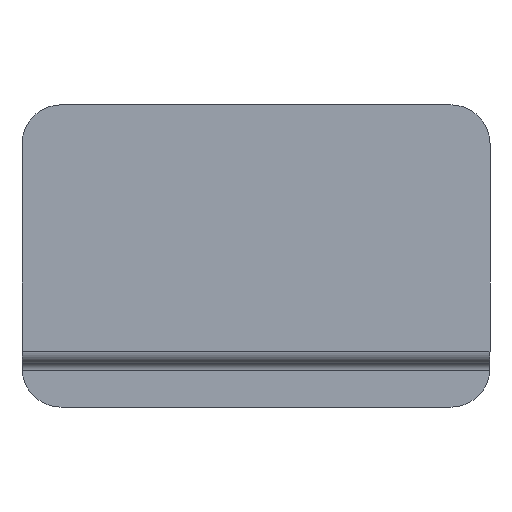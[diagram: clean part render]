
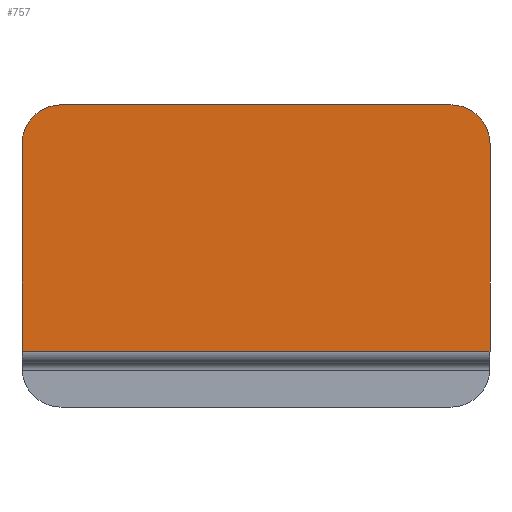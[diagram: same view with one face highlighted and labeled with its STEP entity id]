
A CAD part, front view. The second image highlights one B-rep face of the part: STEP entity #757.
In plain terms, the highlighted planar face has unit normal (0, -1, 0).
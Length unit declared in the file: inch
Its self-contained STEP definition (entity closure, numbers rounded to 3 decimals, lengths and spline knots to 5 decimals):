
#35 = VERTEX_POINT ( 'NONE', #364 ) ;
#44 = DIRECTION ( 'NONE',  ( 0., 0., -1. ) ) ;
#63 = LINE ( 'NONE', #277, #298 ) ;
#73 = EDGE_CURVE ( 'NONE', #175, #641, #241, .T. ) ;
#91 = CARTESIAN_POINT ( 'NONE',  ( -6., 0., -3.0625 ) ) ;
#100 = FACE_OUTER_BOUND ( 'NONE', #125, .T. ) ;
#109 = DIRECTION ( 'NONE',  ( 0., 0., -1. ) ) ;
#111 = CARTESIAN_POINT ( 'NONE',  ( 6., 0., -3.25 ) ) ;
#119 = CARTESIAN_POINT ( 'NONE',  ( 6., 0., 3.25 ) ) ;
#125 = EDGE_LOOP ( 'NONE', ( #302, #571, #342, #179, #680, #743 ) ) ;
#140 = EDGE_CURVE ( 'NONE', #35, #597, #234, .T. ) ;
#163 = DIRECTION ( 'NONE',  ( 0., -1., 0. ) ) ;
#169 = EDGE_CURVE ( 'NONE', #301, #290, #580, .T. ) ;
#175 = VERTEX_POINT ( 'NONE', #354 ) ;
#179 = ORIENTED_EDGE ( 'NONE', *, *, #73, .T. ) ;
#201 = DIRECTION ( 'NONE',  ( 0., 0., 1. ) ) ;
#203 = CARTESIAN_POINT ( 'NONE',  ( -5., 0., 3.25 ) ) ;
#234 = CIRCLE ( 'NONE', #376, 1. ) ;
#241 = LINE ( 'NONE', #91, #513 ) ;
#264 = LINE ( 'NONE', #392, #383 ) ;
#277 = CARTESIAN_POINT ( 'NONE',  ( 6., 0., -3.25 ) ) ;
#290 = VERTEX_POINT ( 'NONE', #459 ) ;
#298 = VECTOR ( 'NONE', #379, 39.37008 ) ;
#301 = VERTEX_POINT ( 'NONE', #203 ) ;
#302 = ORIENTED_EDGE ( 'NONE', *, *, #488, .F. ) ;
#342 = ORIENTED_EDGE ( 'NONE', *, *, #792, .F. ) ;
#349 = CARTESIAN_POINT ( 'NONE',  ( 5., 0., 3.25 ) ) ;
#354 = CARTESIAN_POINT ( 'NONE',  ( -6., 0., -3.0625 ) ) ;
#364 = CARTESIAN_POINT ( 'NONE',  ( 6., 0., 2.25 ) ) ;
#376 = AXIS2_PLACEMENT_3D ( 'NONE', #555, #163, #627 ) ;
#379 = DIRECTION ( 'NONE',  ( 0., 0., -1. ) ) ;
#383 = VECTOR ( 'NONE', #201, 39.37008 ) ;
#392 = CARTESIAN_POINT ( 'NONE',  ( -6., 0., -3.25 ) ) ;
#394 = AXIS2_PLACEMENT_3D ( 'NONE', #487, #799, #109 ) ;
#405 = LINE ( 'NONE', #119, #766 ) ;
#459 = CARTESIAN_POINT ( 'NONE',  ( -6., 0., 2.25 ) ) ;
#486 = EDGE_CURVE ( 'NONE', #35, #641, #63, .T. ) ;
#487 = CARTESIAN_POINT ( 'NONE',  ( -5., 0., 2.25 ) ) ;
#488 = EDGE_CURVE ( 'NONE', #301, #597, #405, .T. ) ;
#496 = DIRECTION ( 'NONE',  ( 1., 0., 0. ) ) ;
#504 = DIRECTION ( 'NONE',  ( 0., -1., 0. ) ) ;
#513 = VECTOR ( 'NONE', #496, 39.37008 ) ;
#555 = CARTESIAN_POINT ( 'NONE',  ( 5., 0., 2.25 ) ) ;
#571 = ORIENTED_EDGE ( 'NONE', *, *, #169, .T. ) ;
#573 = PLANE ( 'NONE',  #705 ) ;
#580 = CIRCLE ( 'NONE', #394, 1. ) ;
#597 = VERTEX_POINT ( 'NONE', #349 ) ;
#627 = DIRECTION ( 'NONE',  ( 0., 0., -1. ) ) ;
#638 = CARTESIAN_POINT ( 'NONE',  ( 6., 0., -3.0625 ) ) ;
#641 = VERTEX_POINT ( 'NONE', #638 ) ;
#680 = ORIENTED_EDGE ( 'NONE', *, *, #486, .F. ) ;
#705 = AXIS2_PLACEMENT_3D ( 'NONE', #111, #504, #44 ) ;
#743 = ORIENTED_EDGE ( 'NONE', *, *, #140, .T. ) ;
#752 = DIRECTION ( 'NONE',  ( 1., 0., 0. ) ) ;
#757 = ADVANCED_FACE ( 'NONE', ( #100 ), #573, .T. ) ;
#766 = VECTOR ( 'NONE', #752, 39.37008 ) ;
#792 = EDGE_CURVE ( 'NONE', #175, #290, #264, .T. ) ;
#799 = DIRECTION ( 'NONE',  ( 0., -1., 0. ) ) ;
